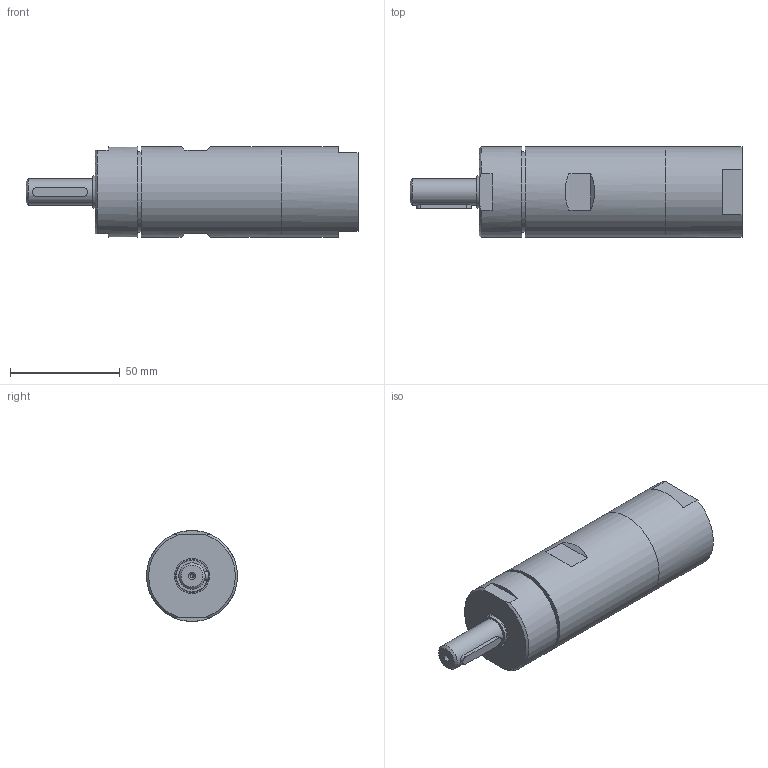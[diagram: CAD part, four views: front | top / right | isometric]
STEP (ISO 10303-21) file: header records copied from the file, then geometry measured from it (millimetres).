
FILE_DESCRIPTION((''),'2;1');
FILE_NAME('MRD 38-1460_29925995.stp','2009-04-16T08:49:00',('rmorof'),(''),'Autodesk Inventor 2008','Autodesk Inventor 2008','');
FILE_SCHEMA(('CONFIG_CONTROL_DESIGN'));
Length unit declared in the file: millimetre
Products named in the file (1): MRD 38-1460_29925995
Bounding box: 151.5 x 41.5 x 41.5 mm (x, y, z)
Volume: 160689.9 mm3; surface area: 21506.1 mm2
Topology: 1 solids, 1 shells, 47 faces, 109 edges, 72 vertices
Faces by surface type: plane 23, bspline 11, cylinder 9, cone 4
Full cylindrical faces by diameter (mm): 12 x1, 14.95 x1, 16 x1, 36.516 x1, 41.5 x3
Entity records: 1414 total; most frequent: CARTESIAN_POINT 415, DIRECTION 186, ORIENTED_EDGE 160, EDGE_CURVE 80, AXIS2_PLACEMENT_3D 77, EDGE_LOOP 74, VERTEX_POINT 62, FACE_OUTER_BOUND 47
